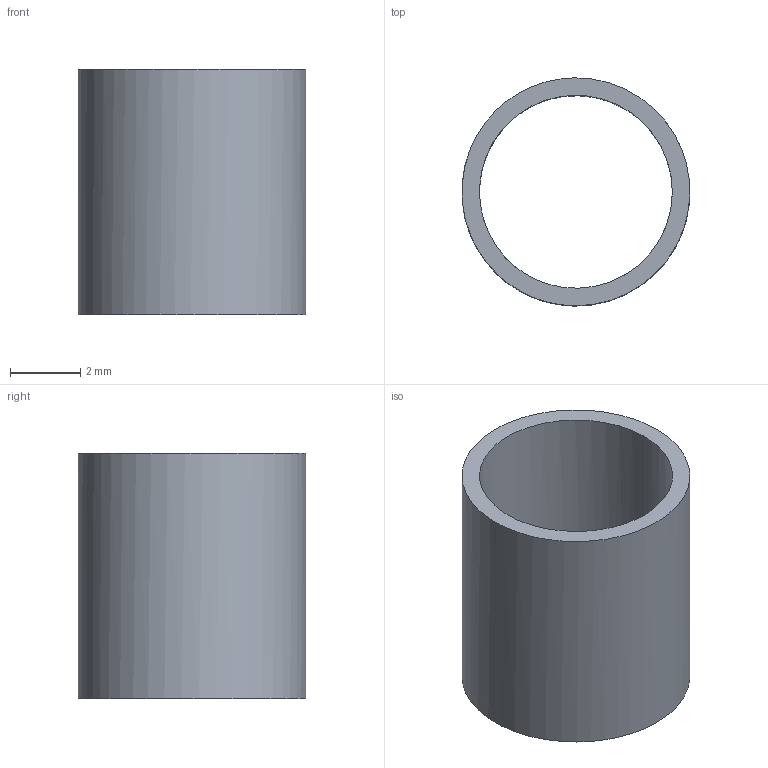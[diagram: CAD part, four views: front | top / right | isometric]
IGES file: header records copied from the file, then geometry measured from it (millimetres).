
Global section: file name: 6103_Inducom_crimp_ferrule_inner_diam-5.5mm_outer_diam.igs; preprocessor: I-DEAS 3D IGES Translator 13; date: 20091015.151334; units: millimetre
Bounding box: 6.49 x 6.5 x 7 mm (x, y, z)
Volume: 66.5 mm3; surface area: 283.5 mm2
Topology: 1 solids, 1 shells, 4 faces, 6 edges, 4 vertices
Faces by surface type: bspline 4
